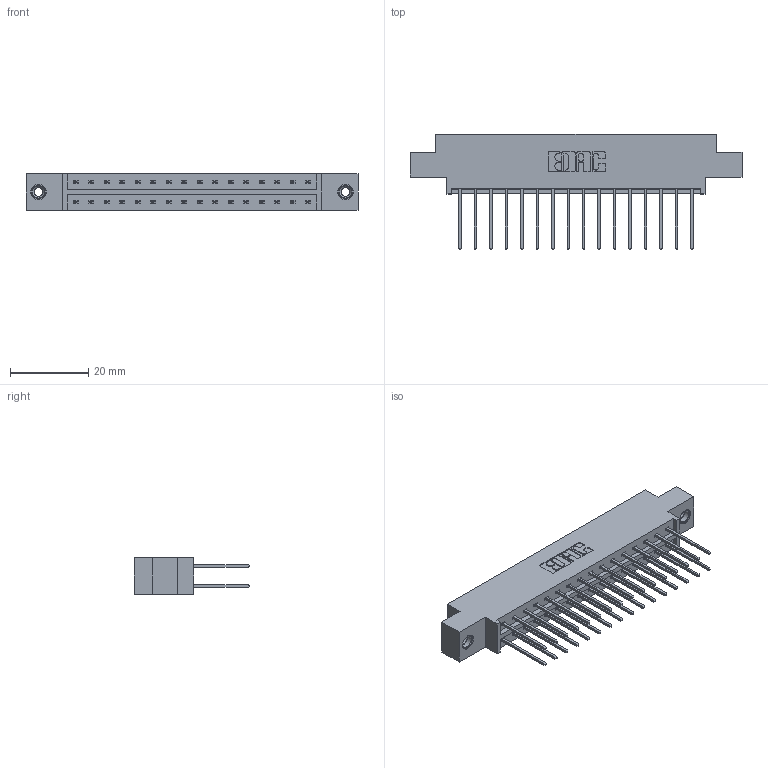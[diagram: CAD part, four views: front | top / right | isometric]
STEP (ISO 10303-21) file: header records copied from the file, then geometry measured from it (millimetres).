
FILE_DESCRIPTION (( 'STEP AP203' ), '1' );
FILE_NAME ('333-032-540-808.STEP', '2018-08-02T20:12:03', ( '' ), ( '' ), 'SwSTEP 2.0', 'SolidWorks 2016', '' );
FILE_SCHEMA (( 'CONFIG_CONTROL_DESIGN' ));
Length unit declared in the file: inch
Products named in the file (4): 333 Part_Offset - .156 Dia - TI; 345-292-001_345-293-140; 345-250-001_345-250-003-102; 333-032-540-808
Assembly tree (35 placements, depth 2):
  333-032-540-808
    333 Part_Offset - .156 Dia - TI
    345-292-001_345-293-140  x32
    345-250-001_345-250-003-102  x2
Bounding box: 84.94 x 29.47 x 9.4 mm (x, y, z)
Volume: 8315.5 mm3; surface area: 10389.7 mm2
Topology: 35 solids, 35 shells, 1842 faces, 5419 edges, 3562 vertices
Faces by surface type: plane 1258, cylinder 568, cone 12, torus 4
Entity records: 14992 total; most frequent: CARTESIAN_POINT 2501, ORIENTED_EDGE 2430, DIRECTION 2213, EDGE_CURVE 1215, LINE 1067, VECTOR 1067, VERTEX_POINT 804, AXIS2_PLACEMENT_3D 573
